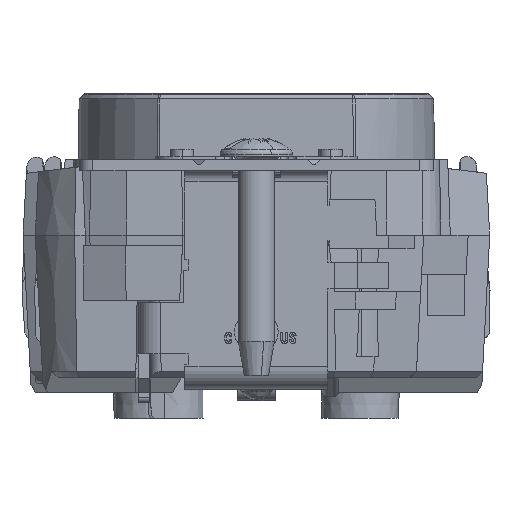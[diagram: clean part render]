
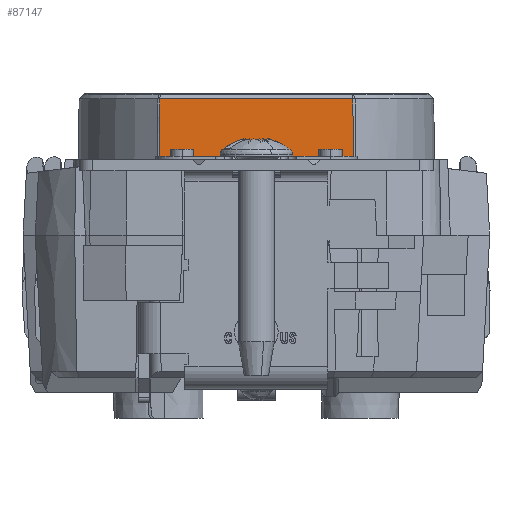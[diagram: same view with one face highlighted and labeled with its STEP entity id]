
A CAD part, front view. The second image highlights one B-rep face of the part: STEP entity #87147.
In plain terms, the highlighted planar face has unit normal (0, -1, 0.018).
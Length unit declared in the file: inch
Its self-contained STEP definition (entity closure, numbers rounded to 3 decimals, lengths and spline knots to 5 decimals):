
#6073 = CARTESIAN_POINT ( 'NONE',  ( 0.35849, -1.31553, 0.9218 ) ) ;
#9888 = VECTOR ( 'NONE', #154137, 39.37008 ) ;
#15076 = EDGE_CURVE ( 'NONE', #60549, #25969, #34817, .T. ) ;
#15387 = VERTEX_POINT ( 'NONE', #53349 ) ;
#23172 = CARTESIAN_POINT ( 'NONE',  ( 0.35829, -1.31487, 0.95941 ) ) ;
#24168 = FACE_OUTER_BOUND ( 'NONE', #30678, .T. ) ;
#24728 = CARTESIAN_POINT ( 'NONE',  ( 0.3579, -1.31356, 1.03465 ) ) ;
#25623 = ORIENTED_EDGE ( 'NONE', *, *, #15076, .T. ) ;
#25848 = ORIENTED_EDGE ( 'NONE', *, *, #89025, .T. ) ;
#25969 = VERTEX_POINT ( 'NONE', #169308 ) ;
#30678 = EDGE_LOOP ( 'NONE', ( #140493, #25623, #33613, #25848, #85007, #128338 ) ) ;
#31148 = CARTESIAN_POINT ( 'NONE',  ( 0.3581, -1.31422, 0.99703 ) ) ;
#33613 = ORIENTED_EDGE ( 'NONE', *, *, #51823, .T. ) ;
#34817 = B_SPLINE_CURVE_WITH_KNOTS ( 'NONE', 3,
 ( #181166, #38336, #125953, #183989, #110735, #50764, #96402 ),
 .UNSPECIFIED., .F., .F.,
 ( 4, 3, 4 ),
 ( 0., 0.00287, 0.00573 ),
 .UNSPECIFIED. ) ;
#37739 = VECTOR ( 'NONE', #53790, 39.37008 ) ;
#38336 = CARTESIAN_POINT ( 'NONE',  ( -0.3581, -1.31422, 0.99703 ) ) ;
#39895 = VECTOR ( 'NONE', #152950, 39.37008 ) ;
#40281 = VECTOR ( 'NONE', #106965, 39.37008 ) ;
#42537 = VERTEX_POINT ( 'NONE', #24728 ) ;
#50166 = LINE ( 'NONE', #166274, #39895 ) ;
#50764 = CARTESIAN_POINT ( 'NONE',  ( -0.35889, -1.31684, 0.8466 ) ) ;
#51823 = EDGE_CURVE ( 'NONE', #25969, #144236, #137378, .T. ) ;
#52763 = PLANE ( 'NONE',  #155160 ) ;
#53349 = CARTESIAN_POINT ( 'NONE',  ( 0.35909, -1.3175, 0.809 ) ) ;
#53790 = DIRECTION ( 'NONE',  ( 1., 0., 0. ) ) ;
#55688 = CARTESIAN_POINT ( 'NONE',  ( 0., -1.3175, 0.809 ) ) ;
#60549 = VERTEX_POINT ( 'NONE', #119956 ) ;
#66980 = CARTESIAN_POINT ( 'NONE',  ( 0.35869, -1.31619, 0.8842 ) ) ;
#79469 = CARTESIAN_POINT ( 'NONE',  ( 0., -1.3175, 0.809 ) ) ;
#85007 = ORIENTED_EDGE ( 'NONE', *, *, #141852, .T. ) ;
#87147 = ADVANCED_FACE ( 'NONE', ( #24168 ), #52763, .T. ) ;
#89025 = EDGE_CURVE ( 'NONE', #144236, #155308, #50166, .T. ) ;
#95536 = CARTESIAN_POINT ( 'NONE',  ( 0.35909, -1.3175, 0.809 ) ) ;
#96402 = CARTESIAN_POINT ( 'NONE',  ( -0.35909, -1.3175, 0.809 ) ) ;
#96524 = DIRECTION ( 'NONE',  ( 0., -0.017, -1. ) ) ;
#105089 = CARTESIAN_POINT ( 'NONE',  ( 0., -1.3175, 0.809 ) ) ;
#105429 = CARTESIAN_POINT ( 'NONE',  ( -0.27761, -1.3175, 0.809 ) ) ;
#106965 = DIRECTION ( 'NONE',  ( 1., 0., 0. ) ) ;
#107976 = CARTESIAN_POINT ( 'NONE',  ( 0.35889, -1.31684, 0.8466 ) ) ;
#110735 = CARTESIAN_POINT ( 'NONE',  ( -0.35869, -1.31619, 0.8842 ) ) ;
#119956 = CARTESIAN_POINT ( 'NONE',  ( -0.3579, -1.31356, 1.03465 ) ) ;
#121883 = CARTESIAN_POINT ( 'NONE',  ( -0.36233, -1.31356, 1.03465 ) ) ;
#122884 = EDGE_CURVE ( 'NONE', #42537, #60549, #181753, .T. ) ;
#125953 = CARTESIAN_POINT ( 'NONE',  ( -0.35829, -1.31487, 0.95941 ) ) ;
#128338 = ORIENTED_EDGE ( 'NONE', *, *, #143116, .T. ) ;
#128440 = B_SPLINE_CURVE_WITH_KNOTS ( 'NONE', 3,
 ( #95536, #107976, #66980, #6073, #23172, #31148, #133018 ),
 .UNSPECIFIED., .F., .F.,
 ( 4, 3, 4 ),
 ( 0., 0.00287, 0.00573 ),
 .UNSPECIFIED. ) ;
#133018 = CARTESIAN_POINT ( 'NONE',  ( 0.3579, -1.31356, 1.03465 ) ) ;
#137378 = LINE ( 'NONE', #105089, #40281 ) ;
#140493 = ORIENTED_EDGE ( 'NONE', *, *, #122884, .T. ) ;
#141852 = EDGE_CURVE ( 'NONE', #155308, #15387, #170844, .T. ) ;
#143116 = EDGE_CURVE ( 'NONE', #15387, #42537, #128440, .T. ) ;
#144236 = VERTEX_POINT ( 'NONE', #105429 ) ;
#152950 = DIRECTION ( 'NONE',  ( 1., 0., 0. ) ) ;
#154137 = DIRECTION ( 'NONE',  ( -1., 0., 0. ) ) ;
#155160 = AXIS2_PLACEMENT_3D ( 'NONE', #79469, #180371, #96524 ) ;
#155308 = VERTEX_POINT ( 'NONE', #166743 ) ;
#166274 = CARTESIAN_POINT ( 'NONE',  ( 0., -1.3175, 0.809 ) ) ;
#166743 = CARTESIAN_POINT ( 'NONE',  ( 0.27761, -1.3175, 0.809 ) ) ;
#169308 = CARTESIAN_POINT ( 'NONE',  ( -0.35909, -1.3175, 0.809 ) ) ;
#170844 = LINE ( 'NONE', #55688, #37739 ) ;
#180371 = DIRECTION ( 'NONE',  ( 0., -1., 0.017 ) ) ;
#181166 = CARTESIAN_POINT ( 'NONE',  ( -0.3579, -1.31356, 1.03465 ) ) ;
#181753 = LINE ( 'NONE', #121883, #9888 ) ;
#183989 = CARTESIAN_POINT ( 'NONE',  ( -0.35849, -1.31553, 0.9218 ) ) ;
